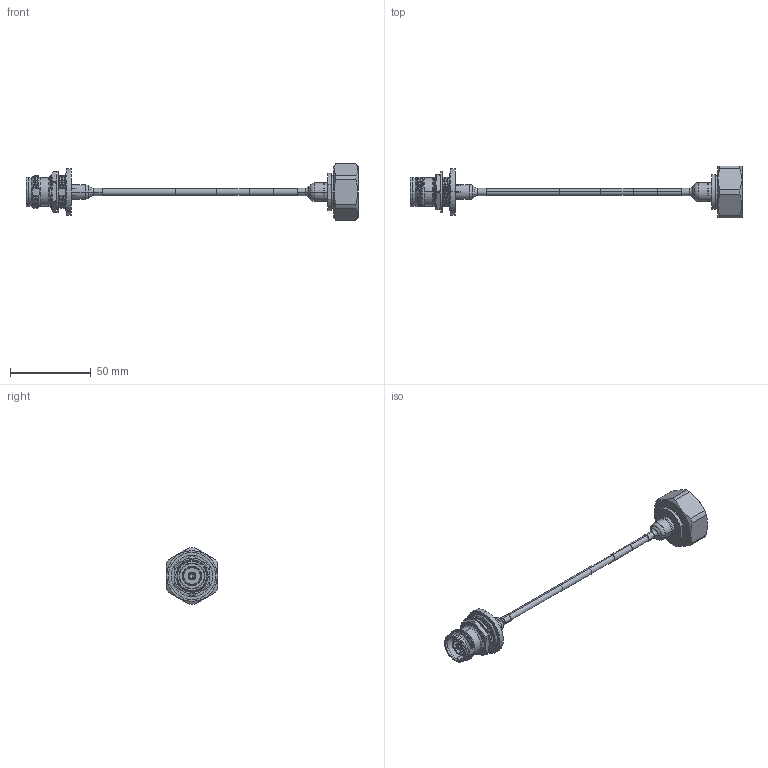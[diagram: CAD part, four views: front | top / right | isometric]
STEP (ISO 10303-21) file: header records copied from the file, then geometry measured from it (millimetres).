
FILE_DESCRIPTION (( 'STEP AP214' ), '1' );
FILE_NAME ('FMCA2482_3D.step', '2024-06-12T21:36:19', ( '' ), ( '' ), 'SwSTEP 2.0', 'SolidWorks 2022', '' );
FILE_SCHEMA (( 'AUTOMOTIVE_DESIGN' ));
Length unit declared in the file: inch
Products named in the file (6): HEAT SHRINK^FMCA2482; TC-402-4310F-BH-LP-PE; TFT-5G-402^FMCA2482_LABEL PE+FM; TC-402-716M-LP-PE; FMCA2482_3D; HEAT SHRINK^FMCA2482_1.5
Assembly tree (5 placements, depth 2):
  FMCA2482_3D
    TFT-5G-402^FMCA2482_LABEL PE+FM
    HEAT SHRINK^FMCA2482
    HEAT SHRINK^FMCA2482_1.5
    TC-402-4310F-BH-LP-PE
    TC-402-716M-LP-PE
Bounding box: 204.99 x 31.86 x 35.23 mm (x, y, z)
Volume: 21418.4 mm3; surface area: 16659.7 mm2
Topology: 6 solids, 6 shells, 547 faces, 1408 edges, 883 vertices
Faces by surface type: bspline 150, cylinder 144, plane 129, cone 104, torus 20
Entity records: 65404 total; most frequent: CARTESIAN_POINT 53204, ORIENTED_EDGE 2808, DIRECTION 2125, EDGE_CURVE 1404, VERTEX_POINT 883, AXIS2_PLACEMENT_3D 866, EDGE_LOOP 585, ADVANCED_FACE 547
